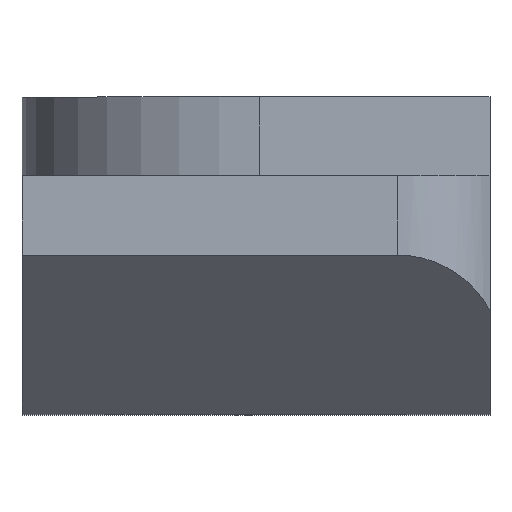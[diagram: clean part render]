
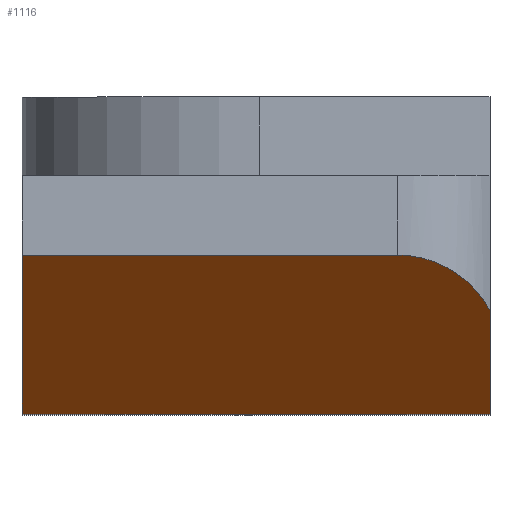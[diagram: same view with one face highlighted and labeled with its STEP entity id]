
A CAD part, top view. The second image highlights one B-rep face of the part: STEP entity #1116.
In plain terms, the highlighted planar face has unit normal (0, -0.707, 0.707).
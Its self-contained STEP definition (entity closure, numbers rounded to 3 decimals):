
#123 = PLANE('',#124);
#124 = AXIS2_PLACEMENT_3D('',#125,#126,#127);
#125 = CARTESIAN_POINT('',(2.95,-4.,3.8));
#126 = DIRECTION('',(-0.,-1.,-0.));
#127 = DIRECTION('',(0.,0.,1.));
#141 = VERTEX_POINT('',#142);
#142 = CARTESIAN_POINT('',(2.95,-2.696,5.104));
#149 = CYLINDRICAL_SURFACE('',#150,1.322);
#150 = AXIS2_PLACEMENT_3D('',#151,#152,#153);
#151 = CARTESIAN_POINT('',(1.785,-1.,4.478));
#152 = DIRECTION('',(0.,1.,0.));
#153 = DIRECTION('',(0.,0.,1.));
#161 = PLANE('',#162);
#162 = AXIS2_PLACEMENT_3D('',#163,#164,#165);
#163 = CARTESIAN_POINT('',(2.95,0.,0.));
#164 = DIRECTION('',(-1.,-0.,-0.));
#165 = DIRECTION('',(0.,0.,1.));
#173 = EDGE_CURVE('',#174,#141,#176,.T.);
#174 = VERTEX_POINT('',#175);
#175 = CARTESIAN_POINT('',(1.785,-2.,5.8));
#176 = SURFACE_CURVE('',#177,(#182,#211),.PCURVE_S1.);
#177 = ( BOUNDED_CURVE() B_SPLINE_CURVE(3,(#178,#179,#180,#181),
.UNSPECIFIED.,.F.,.F.) B_SPLINE_CURVE_WITH_KNOTS((4,4),(0.,
1.077),.PIECEWISE_BEZIER_KNOTS.) CURVE() 
GEOMETRIC_REPRESENTATION_ITEM() RATIONAL_B_SPLINE_CURVE((1.,
0.906,0.906,1.)) REPRESENTATION_ITEM('') );
#178 = CARTESIAN_POINT('',(1.785,-2.,5.8));
#179 = CARTESIAN_POINT('',(2.285,-2.,5.8));
#180 = CARTESIAN_POINT('',(2.713,-2.256,5.544
    ));
#181 = CARTESIAN_POINT('',(2.95,-2.696,5.104));
#182 = PCURVE('',#149,#183);
#183 = DEFINITIONAL_REPRESENTATION('',(#184),#210);
#184 = B_SPLINE_CURVE_WITH_KNOTS('',3,(#185,#186,#187,#188,#189,#190,
    #191,#192,#193,#194,#195,#196,#197,#198,#199,#200,#201,#202,#203,
    #204,#205,#206,#207,#208,#209),.UNSPECIFIED.,.F.,.F.,(4,1,1,1,1,1,1,
    1,1,1,1,1,1,1,1,1,1,1,1,1,1,1,4),(0.,0.049,
    0.098,0.147,0.196,0.245,
    0.294,0.343,0.392,0.441,
    0.49,0.539,0.588,0.637,
    0.686,0.735,0.784,0.832,
    0.881,0.93,0.979,1.028,
    1.077),.QUASI_UNIFORM_KNOTS.);
#185 = CARTESIAN_POINT('',(-6.283,-1.));
#186 = CARTESIAN_POINT('',(-6.268,-1.));
#187 = CARTESIAN_POINT('',(-6.236,-1.001));
#188 = CARTESIAN_POINT('',(-6.189,-1.005));
#189 = CARTESIAN_POINT('',(-6.141,-1.013));
#190 = CARTESIAN_POINT('',(-6.092,-1.023));
#191 = CARTESIAN_POINT('',(-6.043,-1.037));
#192 = CARTESIAN_POINT('',(-5.994,-1.054));
#193 = CARTESIAN_POINT('',(-5.945,-1.075));
#194 = CARTESIAN_POINT('',(-5.895,-1.098));
#195 = CARTESIAN_POINT('',(-5.845,-1.125));
#196 = CARTESIAN_POINT('',(-5.795,-1.154));
#197 = CARTESIAN_POINT('',(-5.745,-1.187));
#198 = CARTESIAN_POINT('',(-5.694,-1.222));
#199 = CARTESIAN_POINT('',(-5.644,-1.26));
#200 = CARTESIAN_POINT('',(-5.594,-1.301));
#201 = CARTESIAN_POINT('',(-5.544,-1.344));
#202 = CARTESIAN_POINT('',(-5.495,-1.39));
#203 = CARTESIAN_POINT('',(-5.446,-1.437));
#204 = CARTESIAN_POINT('',(-5.397,-1.486));
#205 = CARTESIAN_POINT('',(-5.348,-1.537));
#206 = CARTESIAN_POINT('',(-5.3,-1.589));
#207 = CARTESIAN_POINT('',(-5.253,-1.642));
#208 = CARTESIAN_POINT('',(-5.221,-1.678));
#209 = CARTESIAN_POINT('',(-5.206,-1.696));
#210 = ( GEOMETRIC_REPRESENTATION_CONTEXT(2) 
PARAMETRIC_REPRESENTATION_CONTEXT() REPRESENTATION_CONTEXT('2D SPACE',''
  ) );
#211 = PCURVE('',#212,#217);
#212 = PLANE('',#213);
#213 = AXIS2_PLACEMENT_3D('',#214,#215,#216);
#214 = CARTESIAN_POINT('',(2.95,-2.,5.8));
#215 = DIRECTION('',(0.,-0.707,0.707));
#216 = DIRECTION('',(0.,0.707,0.707));
#217 = DEFINITIONAL_REPRESENTATION('',(#218),#223);
#218 = ( BOUNDED_CURVE() B_SPLINE_CURVE(3,(#219,#220,#221,#222),
.UNSPECIFIED.,.F.,.F.) B_SPLINE_CURVE_WITH_KNOTS((4,4),(0.,
1.077),.PIECEWISE_BEZIER_KNOTS.) CURVE() 
GEOMETRIC_REPRESENTATION_ITEM() RATIONAL_B_SPLINE_CURVE((1.,
0.906,0.906,1.)) REPRESENTATION_ITEM('') );
#219 = CARTESIAN_POINT('',(0.,1.165));
#220 = CARTESIAN_POINT('',(0.,0.665));
#221 = CARTESIAN_POINT('',(-0.362,0.237));
#222 = CARTESIAN_POINT('',(-0.984,0.));
#223 = ( GEOMETRIC_REPRESENTATION_CONTEXT(2) 
PARAMETRIC_REPRESENTATION_CONTEXT() REPRESENTATION_CONTEXT('2D SPACE',''
  ) );
#241 = PLANE('',#242);
#242 = AXIS2_PLACEMENT_3D('',#243,#244,#245);
#243 = CARTESIAN_POINT('',(2.95,-1.,5.8));
#244 = DIRECTION('',(0.,0.,1.));
#245 = DIRECTION('',(1.,0.,0.));
#306 = PLANE('',#307);
#307 = AXIS2_PLACEMENT_3D('',#308,#309,#310);
#308 = CARTESIAN_POINT('',(-2.95,0.,0.));
#309 = DIRECTION('',(-1.,-0.,-0.));
#310 = DIRECTION('',(0.,0.,1.));
#733 = VERTEX_POINT('',#734);
#734 = CARTESIAN_POINT('',(-2.95,-2.,5.8));
#777 = EDGE_CURVE('',#733,#174,#778,.T.);
#778 = SURFACE_CURVE('',#779,(#783,#790),.PCURVE_S1.);
#779 = LINE('',#780,#781);
#780 = CARTESIAN_POINT('',(2.95,-2.,5.8));
#781 = VECTOR('',#782,1.);
#782 = DIRECTION('',(1.,0.,0.));
#783 = PCURVE('',#241,#784);
#784 = DEFINITIONAL_REPRESENTATION('',(#785),#789);
#785 = LINE('',#786,#787);
#786 = CARTESIAN_POINT('',(-0.,-1.));
#787 = VECTOR('',#788,1.);
#788 = DIRECTION('',(1.,-0.));
#789 = ( GEOMETRIC_REPRESENTATION_CONTEXT(2) 
PARAMETRIC_REPRESENTATION_CONTEXT() REPRESENTATION_CONTEXT('2D SPACE',''
  ) );
#790 = PCURVE('',#212,#791);
#791 = DEFINITIONAL_REPRESENTATION('',(#792),#796);
#792 = LINE('',#793,#794);
#793 = CARTESIAN_POINT('',(-0.,0.));
#794 = VECTOR('',#795,1.);
#795 = DIRECTION('',(-0.,-1.));
#796 = ( GEOMETRIC_REPRESENTATION_CONTEXT(2) 
PARAMETRIC_REPRESENTATION_CONTEXT() REPRESENTATION_CONTEXT('2D SPACE',''
  ) );
#804 = VERTEX_POINT('',#805);
#805 = CARTESIAN_POINT('',(-2.95,-4.,3.8));
#943 = EDGE_CURVE('',#804,#733,#944,.T.);
#944 = SURFACE_CURVE('',#945,(#949,#956),.PCURVE_S1.);
#945 = LINE('',#946,#947);
#946 = CARTESIAN_POINT('',(-2.95,-2.,5.8));
#947 = VECTOR('',#948,1.);
#948 = DIRECTION('',(0.,0.707,0.707));
#949 = PCURVE('',#306,#950);
#950 = DEFINITIONAL_REPRESENTATION('',(#951),#955);
#951 = LINE('',#952,#953);
#952 = CARTESIAN_POINT('',(5.8,-2.));
#953 = VECTOR('',#954,1.);
#954 = DIRECTION('',(0.707,0.707));
#955 = ( GEOMETRIC_REPRESENTATION_CONTEXT(2) 
PARAMETRIC_REPRESENTATION_CONTEXT() REPRESENTATION_CONTEXT('2D SPACE',''
  ) );
#956 = PCURVE('',#212,#957);
#957 = DEFINITIONAL_REPRESENTATION('',(#958),#962);
#958 = LINE('',#959,#960);
#959 = CARTESIAN_POINT('',(-0.,5.9));
#960 = VECTOR('',#961,1.);
#961 = DIRECTION('',(1.,-0.));
#962 = ( GEOMETRIC_REPRESENTATION_CONTEXT(2) 
PARAMETRIC_REPRESENTATION_CONTEXT() REPRESENTATION_CONTEXT('2D SPACE',''
  ) );
#1116 = ADVANCED_FACE('',(#1117),#212,.T.);
#1117 = FACE_BOUND('',#1118,.F.);
#1118 = EDGE_LOOP('',(#1119,#1120,#1143,#1164,#1165));
#1119 = ORIENTED_EDGE('',*,*,#173,.T.);
#1120 = ORIENTED_EDGE('',*,*,#1121,.T.);
#1121 = EDGE_CURVE('',#141,#1122,#1124,.T.);
#1122 = VERTEX_POINT('',#1123);
#1123 = CARTESIAN_POINT('',(2.95,-4.,3.8));
#1124 = SURFACE_CURVE('',#1125,(#1129,#1136),.PCURVE_S1.);
#1125 = LINE('',#1126,#1127);
#1126 = CARTESIAN_POINT('',(2.95,-2.696,5.104));
#1127 = VECTOR('',#1128,1.);
#1128 = DIRECTION('',(-0.,-0.707,-0.707));
#1129 = PCURVE('',#212,#1130);
#1130 = DEFINITIONAL_REPRESENTATION('',(#1131),#1135);
#1131 = LINE('',#1132,#1133);
#1132 = CARTESIAN_POINT('',(-0.984,0.));
#1133 = VECTOR('',#1134,1.);
#1134 = DIRECTION('',(-1.,0.));
#1135 = ( GEOMETRIC_REPRESENTATION_CONTEXT(2) 
PARAMETRIC_REPRESENTATION_CONTEXT() REPRESENTATION_CONTEXT('2D SPACE',''
  ) );
#1136 = PCURVE('',#161,#1137);
#1137 = DEFINITIONAL_REPRESENTATION('',(#1138),#1142);
#1138 = LINE('',#1139,#1140);
#1139 = CARTESIAN_POINT('',(5.104,-2.696));
#1140 = VECTOR('',#1141,1.);
#1141 = DIRECTION('',(-0.707,-0.707));
#1142 = ( GEOMETRIC_REPRESENTATION_CONTEXT(2) 
PARAMETRIC_REPRESENTATION_CONTEXT() REPRESENTATION_CONTEXT('2D SPACE',''
  ) );
#1143 = ORIENTED_EDGE('',*,*,#1144,.F.);
#1144 = EDGE_CURVE('',#804,#1122,#1145,.T.);
#1145 = SURFACE_CURVE('',#1146,(#1150,#1157),.PCURVE_S1.);
#1146 = LINE('',#1147,#1148);
#1147 = CARTESIAN_POINT('',(2.95,-4.,3.8));
#1148 = VECTOR('',#1149,1.);
#1149 = DIRECTION('',(1.,0.,0.));
#1150 = PCURVE('',#212,#1151);
#1151 = DEFINITIONAL_REPRESENTATION('',(#1152),#1156);
#1152 = LINE('',#1153,#1154);
#1153 = CARTESIAN_POINT('',(-2.828,0.));
#1154 = VECTOR('',#1155,1.);
#1155 = DIRECTION('',(-0.,-1.));
#1156 = ( GEOMETRIC_REPRESENTATION_CONTEXT(2) 
PARAMETRIC_REPRESENTATION_CONTEXT() REPRESENTATION_CONTEXT('2D SPACE',''
  ) );
#1157 = PCURVE('',#123,#1158);
#1158 = DEFINITIONAL_REPRESENTATION('',(#1159),#1163);
#1159 = LINE('',#1160,#1161);
#1160 = CARTESIAN_POINT('',(-0.,0.));
#1161 = VECTOR('',#1162,1.);
#1162 = DIRECTION('',(-0.,-1.));
#1163 = ( GEOMETRIC_REPRESENTATION_CONTEXT(2) 
PARAMETRIC_REPRESENTATION_CONTEXT() REPRESENTATION_CONTEXT('2D SPACE',''
  ) );
#1164 = ORIENTED_EDGE('',*,*,#943,.T.);
#1165 = ORIENTED_EDGE('',*,*,#777,.T.);
